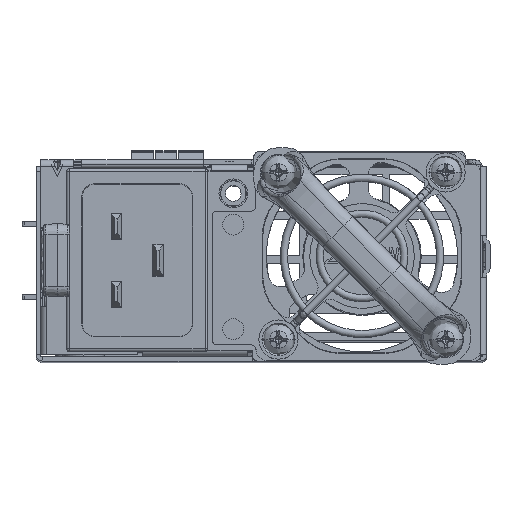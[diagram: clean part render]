
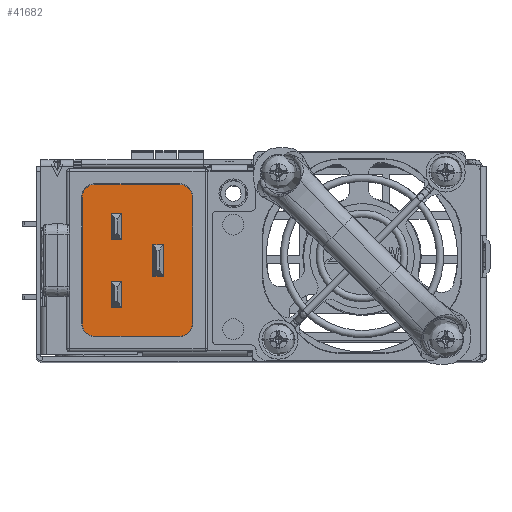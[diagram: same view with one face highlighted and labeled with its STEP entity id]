
A CAD part, top view. The second image highlights one B-rep face of the part: STEP entity #41682.
In plain terms, the highlighted planar face has unit normal (0, 0, 1).
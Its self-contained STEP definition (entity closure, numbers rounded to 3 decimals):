
#35740=DIRECTION('',(0.,-1.,0.));
#35741=VECTOR('',#35740,16.25);
#35742=CARTESIAN_POINT('',(14.525,8.125,
-18.5));
#35743=LINE('',#35742,#35741);
#35760=CARTESIAN_POINT('',(12.125,10.525,
-18.5));
#35761=CARTESIAN_POINT('',(12.307,10.525,
-18.5));
#35762=CARTESIAN_POINT('',(12.662,10.485,
-18.5));
#35763=CARTESIAN_POINT('',(13.176,10.305,
-18.5));
#35764=CARTESIAN_POINT('',(13.634,10.017,
-18.5));
#35765=CARTESIAN_POINT('',(14.017,9.633,
-18.5));
#35766=CARTESIAN_POINT('',(14.306,9.175,
-18.5));
#35767=CARTESIAN_POINT('',(14.485,8.661,
-18.5));
#35768=CARTESIAN_POINT('',(14.525,8.307,
-18.5));
#35769=CARTESIAN_POINT('',(14.525,8.125,
-18.5));
#35771=CARTESIAN_POINT('',(14.525,-8.125,
-18.5));
#35772=CARTESIAN_POINT('',(14.525,-8.307,
-18.5));
#35773=CARTESIAN_POINT('',(14.485,-8.662,
-18.5));
#35774=CARTESIAN_POINT('',(14.305,-9.176,
-18.5));
#35775=CARTESIAN_POINT('',(14.017,-9.634,
-18.5));
#35776=CARTESIAN_POINT('',(13.633,-10.017,
-18.5));
#35777=CARTESIAN_POINT('',(13.175,-10.306,
-18.5));
#35778=CARTESIAN_POINT('',(12.661,-10.485,
-18.5));
#35779=CARTESIAN_POINT('',(12.307,-10.525,
-18.5));
#35780=CARTESIAN_POINT('',(12.125,-10.525,
-18.5));
#35782=CARTESIAN_POINT('',(-12.125,-10.525,
-18.5));
#35783=CARTESIAN_POINT('',(-12.307,-10.525,
-18.5));
#35784=CARTESIAN_POINT('',(-12.662,-10.485,
-18.5));
#35785=CARTESIAN_POINT('',(-13.176,-10.305,
-18.5));
#35786=CARTESIAN_POINT('',(-13.634,-10.017,
-18.5));
#35787=CARTESIAN_POINT('',(-14.017,-9.633,
-18.5));
#35788=CARTESIAN_POINT('',(-14.306,-9.175,
-18.5));
#35789=CARTESIAN_POINT('',(-14.485,-8.661,
-18.5));
#35790=CARTESIAN_POINT('',(-14.525,-8.307,
-18.5));
#35791=CARTESIAN_POINT('',(-14.525,-8.125,
-18.5));
#35793=CARTESIAN_POINT('',(-14.525,8.125,
-18.5));
#35794=CARTESIAN_POINT('',(-14.525,8.307,
-18.5));
#35795=CARTESIAN_POINT('',(-14.485,8.662,
-18.5));
#35796=CARTESIAN_POINT('',(-14.305,9.176,
-18.5));
#35797=CARTESIAN_POINT('',(-14.017,9.634,
-18.5));
#35798=CARTESIAN_POINT('',(-13.633,10.017,
-18.5));
#35799=CARTESIAN_POINT('',(-13.175,10.306,
-18.5));
#35800=CARTESIAN_POINT('',(-12.661,10.485,
-18.5));
#35801=CARTESIAN_POINT('',(-12.307,10.525,
-18.5));
#35802=CARTESIAN_POINT('',(-12.125,10.525,
-18.5));
#35810=DIRECTION('',(1.,0.,0.));
#35811=VECTOR('',#35810,24.25);
#35812=CARTESIAN_POINT('',(-12.125,-10.525,
-18.5));
#35813=LINE('',#35812,#35811);
#35820=DIRECTION('',(0.,1.,0.));
#35821=VECTOR('',#35820,16.25);
#35822=CARTESIAN_POINT('',(-14.525,-8.125,
-18.5));
#35823=LINE('',#35822,#35821);
#35846=DIRECTION('',(-1.,0.,0.));
#35847=VECTOR('',#35846,24.25);
#35848=CARTESIAN_POINT('',(12.125,10.525,
-18.5));
#35849=LINE('',#35848,#35847);
#37049=DIRECTION('',(1.,0.,0.));
#37050=VECTOR('',#37049,6.);
#37051=CARTESIAN_POINT('',(-3.,3.,-18.5));
#37052=LINE('',#37051,#37050);
#37057=DIRECTION('',(0.,1.,0.));
#37058=VECTOR('',#37057,2.);
#37059=CARTESIAN_POINT('',(3.,3.,-18.5));
#37060=LINE('',#37059,#37058);
#37069=DIRECTION('',(-1.,0.,0.));
#37070=VECTOR('',#37069,6.);
#37071=CARTESIAN_POINT('',(3.,5.,-18.5));
#37072=LINE('',#37071,#37070);
#37117=DIRECTION('',(0.,1.,0.));
#37118=VECTOR('',#37117,2.);
#37119=CARTESIAN_POINT('',(-3.,3.,-18.5));
#37120=LINE('',#37119,#37118);
#37129=DIRECTION('',(1.,0.,0.));
#37130=VECTOR('',#37129,5.);
#37131=CARTESIAN_POINT('',(4.,-5.,-18.5));
#37132=LINE('',#37131,#37130);
#37137=DIRECTION('',(0.,1.,0.));
#37138=VECTOR('',#37137,2.);
#37139=CARTESIAN_POINT('',(9.,-5.,-18.5));
#37140=LINE('',#37139,#37138);
#37149=DIRECTION('',(-1.,0.,0.));
#37150=VECTOR('',#37149,5.);
#37151=CARTESIAN_POINT('',(9.,-3.,-18.5));
#37152=LINE('',#37151,#37150);
#37197=DIRECTION('',(0.,1.,0.));
#37198=VECTOR('',#37197,2.);
#37199=CARTESIAN_POINT('',(4.,-5.,-18.5));
#37200=LINE('',#37199,#37198);
#37209=DIRECTION('',(-1.,0.,0.));
#37210=VECTOR('',#37209,5.);
#37211=CARTESIAN_POINT('',(-4.,-3.,-18.5));
#37212=LINE('',#37211,#37210);
#37217=DIRECTION('',(0.,-1.,0.));
#37218=VECTOR('',#37217,2.);
#37219=CARTESIAN_POINT('',(-9.,-3.,-18.5));
#37220=LINE('',#37219,#37218);
#37229=DIRECTION('',(1.,0.,0.));
#37230=VECTOR('',#37229,5.);
#37231=CARTESIAN_POINT('',(-9.,-5.,-18.5));
#37232=LINE('',#37231,#37230);
#37257=DIRECTION('',(0.,-1.,0.));
#37258=VECTOR('',#37257,2.);
#37259=CARTESIAN_POINT('',(-4.,-3.,-18.5));
#37260=LINE('',#37259,#37258);
#39475=VERTEX_POINT('',#35760);
#39476=VERTEX_POINT('',#35769);
#39477=CARTESIAN_POINT('',(-12.125,10.525,
-18.5));
#39478=VERTEX_POINT('',#39477);
#39479=VERTEX_POINT('',#35793);
#39480=CARTESIAN_POINT('',(-14.525,-8.125,
-18.5));
#39481=VERTEX_POINT('',#39480);
#39482=VERTEX_POINT('',#35782);
#39483=CARTESIAN_POINT('',(12.125,-10.525,
-18.5));
#39484=VERTEX_POINT('',#39483);
#39485=VERTEX_POINT('',#35771);
#39486=CARTESIAN_POINT('',(-3.,3.,-18.5));
#39487=CARTESIAN_POINT('',(3.,3.,-18.5));
#39488=VERTEX_POINT('',#39486);
#39489=VERTEX_POINT('',#39487);
#39490=CARTESIAN_POINT('',(-3.,5.,-18.5));
#39491=VERTEX_POINT('',#39490);
#39492=CARTESIAN_POINT('',(3.,5.,-18.5));
#39493=VERTEX_POINT('',#39492);
#39494=CARTESIAN_POINT('',(4.,-5.,-18.5));
#39495=CARTESIAN_POINT('',(9.,-5.,-18.5));
#39496=VERTEX_POINT('',#39494);
#39497=VERTEX_POINT('',#39495);
#39498=CARTESIAN_POINT('',(4.,-3.,-18.5));
#39499=VERTEX_POINT('',#39498);
#39500=CARTESIAN_POINT('',(9.,-3.,-18.5));
#39501=VERTEX_POINT('',#39500);
#39502=CARTESIAN_POINT('',(-4.,-3.,-18.5));
#39503=CARTESIAN_POINT('',(-9.,-3.,-18.5));
#39504=VERTEX_POINT('',#39502);
#39505=VERTEX_POINT('',#39503);
#39506=CARTESIAN_POINT('',(-4.,-5.,-18.5));
#39507=VERTEX_POINT('',#39506);
#39508=CARTESIAN_POINT('',(-9.,-5.,-18.5));
#39509=VERTEX_POINT('',#39508);
#41631=CARTESIAN_POINT('',(0.,0.,-18.5));
#41632=DIRECTION('',(0.,0.,1.));
#41633=DIRECTION('',(-1.,0.,0.));
#41634=AXIS2_PLACEMENT_3D('',#41631,#41632,#41633);
#41635=PLANE('',#41634);
#41636=ORIENTED_EDGE('',*,*,#41596,.T.);
#41637=ORIENTED_EDGE('',*,*,#41615,.T.);
#41639=ORIENTED_EDGE('',*,*,#41638,.T.);
#41641=ORIENTED_EDGE('',*,*,#41640,.F.);
#41643=ORIENTED_EDGE('',*,*,#41642,.T.);
#41645=ORIENTED_EDGE('',*,*,#41644,.T.);
#41647=ORIENTED_EDGE('',*,*,#41646,.T.);
#41649=ORIENTED_EDGE('',*,*,#41648,.F.);
#41650=EDGE_LOOP('',(#41636,#41637,#41639,#41641,#41643,#41645,#41647,#41649));
#41651=FACE_OUTER_BOUND('',#41650,.F.);
#41653=ORIENTED_EDGE('',*,*,#41652,.T.);
#41655=ORIENTED_EDGE('',*,*,#41654,.T.);
#41657=ORIENTED_EDGE('',*,*,#41656,.T.);
#41659=ORIENTED_EDGE('',*,*,#41658,.F.);
#41660=EDGE_LOOP('',(#41653,#41655,#41657,#41659));
#41661=FACE_BOUND('',#41660,.F.);
#41663=ORIENTED_EDGE('',*,*,#41662,.T.);
#41665=ORIENTED_EDGE('',*,*,#41664,.T.);
#41667=ORIENTED_EDGE('',*,*,#41666,.T.);
#41669=ORIENTED_EDGE('',*,*,#41668,.F.);
#41670=EDGE_LOOP('',(#41663,#41665,#41667,#41669));
#41671=FACE_BOUND('',#41670,.F.);
#41673=ORIENTED_EDGE('',*,*,#41672,.T.);
#41675=ORIENTED_EDGE('',*,*,#41674,.T.);
#41677=ORIENTED_EDGE('',*,*,#41676,.T.);
#41679=ORIENTED_EDGE('',*,*,#41678,.F.);
#41680=EDGE_LOOP('',(#41673,#41675,#41677,#41679));
#41681=FACE_BOUND('',#41680,.F.);
#41682=ADVANCED_FACE('',(#41651,#41661,#41671,#41681),#41635,.T.);
#35770=B_SPLINE_CURVE_WITH_KNOTS('',3,(#35760,#35761,#35762,#35763,#35764,
#35765,#35766,#35767,#35768,#35769),.UNSPECIFIED.,.F.,.F.,(4,1,1,1,1,1,1,4),(
0.,0.143,0.286,0.429,0.571,
0.714,0.857,1.),.UNSPECIFIED.);
#35781=B_SPLINE_CURVE_WITH_KNOTS('',3,(#35771,#35772,#35773,#35774,#35775,
#35776,#35777,#35778,#35779,#35780),.UNSPECIFIED.,.F.,.F.,(4,1,1,1,1,1,1,4),(
0.,0.143,0.286,0.429,0.571,
0.714,0.857,1.),.UNSPECIFIED.);
#35792=B_SPLINE_CURVE_WITH_KNOTS('',3,(#35782,#35783,#35784,#35785,#35786,
#35787,#35788,#35789,#35790,#35791),.UNSPECIFIED.,.F.,.F.,(4,1,1,1,1,1,1,4),(
0.,0.143,0.286,0.429,0.571,
0.714,0.857,1.),.UNSPECIFIED.);
#35803=B_SPLINE_CURVE_WITH_KNOTS('',3,(#35793,#35794,#35795,#35796,#35797,
#35798,#35799,#35800,#35801,#35802),.UNSPECIFIED.,.F.,.F.,(4,1,1,1,1,1,1,4),(
0.,0.143,0.286,0.429,0.571,
0.714,0.857,1.),.UNSPECIFIED.);
#41596=EDGE_CURVE('',#39475,#39476,#35770,.T.);
#41615=EDGE_CURVE('',#39476,#39485,#35743,.T.);
#41638=EDGE_CURVE('',#39485,#39484,#35781,.T.);
#41640=EDGE_CURVE('',#39482,#39484,#35813,.T.);
#41642=EDGE_CURVE('',#39482,#39481,#35792,.T.);
#41644=EDGE_CURVE('',#39481,#39479,#35823,.T.);
#41646=EDGE_CURVE('',#39479,#39478,#35803,.T.);
#41648=EDGE_CURVE('',#39475,#39478,#35849,.T.);
#41652=EDGE_CURVE('',#39488,#39489,#37052,.T.);
#41654=EDGE_CURVE('',#39489,#39493,#37060,.T.);
#41656=EDGE_CURVE('',#39493,#39491,#37072,.T.);
#41658=EDGE_CURVE('',#39488,#39491,#37120,.T.);
#41662=EDGE_CURVE('',#39496,#39497,#37132,.T.);
#41664=EDGE_CURVE('',#39497,#39501,#37140,.T.);
#41666=EDGE_CURVE('',#39501,#39499,#37152,.T.);
#41668=EDGE_CURVE('',#39496,#39499,#37200,.T.);
#41672=EDGE_CURVE('',#39504,#39505,#37212,.T.);
#41674=EDGE_CURVE('',#39505,#39509,#37220,.T.);
#41676=EDGE_CURVE('',#39509,#39507,#37232,.T.);
#41678=EDGE_CURVE('',#39504,#39507,#37260,.T.);
